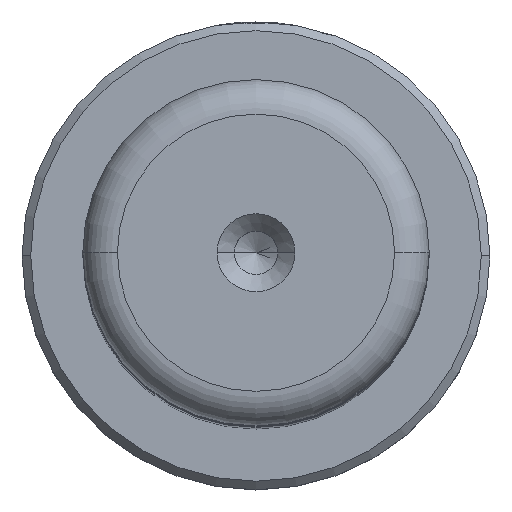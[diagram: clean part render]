
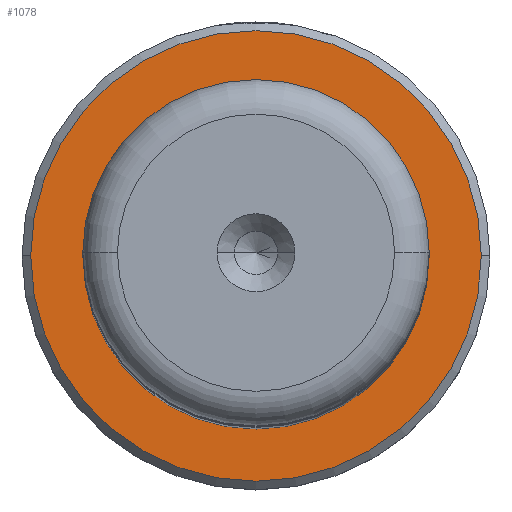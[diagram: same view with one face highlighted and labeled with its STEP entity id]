
A CAD part, top view. The second image highlights one B-rep face of the part: STEP entity #1078.
In plain terms, the highlighted planar face has unit normal (0, 0, 1).
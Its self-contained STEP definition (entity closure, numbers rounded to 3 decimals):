
#25 = ORIENTED_EDGE ( 'NONE', *, *, #193, .T. ) ;
#59 = DIRECTION ( 'NONE',  ( 0., 0., 1. ) ) ;
#193 = EDGE_CURVE ( 'NONE', #765, #2387, #2518, .T. ) ;
#285 = EDGE_LOOP ( 'NONE', ( #2692, #1833 ) ) ;
#433 = DIRECTION ( 'NONE',  ( 0., 0., -1. ) ) ;
#515 = CIRCLE ( 'NONE', #1141, 9.495 ) ;
#660 = CIRCLE ( 'NONE', #2180, 9.495 ) ;
#669 = CIRCLE ( 'NONE', #2769, 13. ) ;
#753 = ORIENTED_EDGE ( 'NONE', *, *, #1101, .T. ) ;
#765 = VERTEX_POINT ( 'NONE', #1074 ) ;
#894 = VERTEX_POINT ( 'NONE', #1196 ) ;
#965 = DIRECTION ( 'NONE',  ( 0., 0., -1. ) ) ;
#1074 = CARTESIAN_POINT ( 'NONE',  ( -13., 0., 18. ) ) ;
#1078 = ADVANCED_FACE ( 'NONE', ( #1222, #2467 ), #1535, .T. ) ;
#1089 = DIRECTION ( 'NONE',  ( 0., 0., 1. ) ) ;
#1101 = EDGE_CURVE ( 'NONE', #2387, #765, #669, .T. ) ;
#1141 = AXIS2_PLACEMENT_3D ( 'NONE', #1860, #433, #2096 ) ;
#1196 = CARTESIAN_POINT ( 'NONE',  ( -9.495, 0., 18. ) ) ;
#1222 = FACE_OUTER_BOUND ( 'NONE', #2131, .T. ) ;
#1317 = CARTESIAN_POINT ( 'NONE',  ( 0., 0., 18. ) ) ;
#1465 = CARTESIAN_POINT ( 'NONE',  ( 0., 0., 18. ) ) ;
#1535 = PLANE ( 'NONE',  #2902 ) ;
#1567 = DIRECTION ( 'NONE',  ( 1., 0., 0. ) ) ;
#1615 = EDGE_CURVE ( 'NONE', #1653, #894, #515, .T. ) ;
#1653 = VERTEX_POINT ( 'NONE', #2344 ) ;
#1679 = CARTESIAN_POINT ( 'NONE',  ( 13., 0., 18. ) ) ;
#1713 = DIRECTION ( 'NONE',  ( 1., 0., 0. ) ) ;
#1833 = ORIENTED_EDGE ( 'NONE', *, *, #1615, .T. ) ;
#1860 = CARTESIAN_POINT ( 'NONE',  ( 0., 0., 18. ) ) ;
#2028 = AXIS2_PLACEMENT_3D ( 'NONE', #1465, #59, #1713 ) ;
#2096 = DIRECTION ( 'NONE',  ( -1., 0., 0. ) ) ;
#2131 = EDGE_LOOP ( 'NONE', ( #25, #753 ) ) ;
#2180 = AXIS2_PLACEMENT_3D ( 'NONE', #2382, #965, #2604 ) ;
#2344 = CARTESIAN_POINT ( 'NONE',  ( 9.495, 0., 18. ) ) ;
#2354 = EDGE_CURVE ( 'NONE', #894, #1653, #660, .T. ) ;
#2382 = CARTESIAN_POINT ( 'NONE',  ( 0., 0., 18. ) ) ;
#2387 = VERTEX_POINT ( 'NONE', #1679 ) ;
#2467 = FACE_BOUND ( 'NONE', #285, .T. ) ;
#2494 = CARTESIAN_POINT ( 'NONE',  ( 0., 0., 18. ) ) ;
#2518 = CIRCLE ( 'NONE', #2028, 13. ) ;
#2604 = DIRECTION ( 'NONE',  ( -1., 0., 0. ) ) ;
#2692 = ORIENTED_EDGE ( 'NONE', *, *, #2354, .T. ) ;
#2708 = DIRECTION ( 'NONE',  ( 1., 0., 0. ) ) ;
#2769 = AXIS2_PLACEMENT_3D ( 'NONE', #1317, #2933, #1567 ) ;
#2902 = AXIS2_PLACEMENT_3D ( 'NONE', #2494, #1089, #2708 ) ;
#2933 = DIRECTION ( 'NONE',  ( 0., 0., 1. ) ) ;
